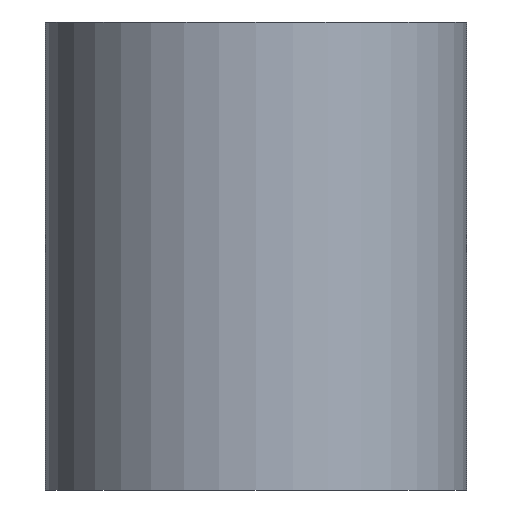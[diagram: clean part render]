
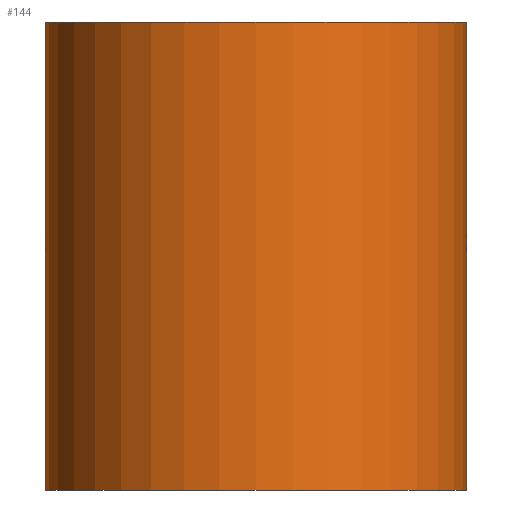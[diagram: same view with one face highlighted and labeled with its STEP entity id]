
A CAD part, left-side view. The second image highlights one B-rep face of the part: STEP entity #144.
In plain terms, the highlighted cylindrical face has radius 4.5 mm (diameter 9 mm), a partial arc.
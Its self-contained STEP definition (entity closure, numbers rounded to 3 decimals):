
#26=FACE_OUTER_BOUND('',#34,.T.);
#34=EDGE_LOOP('',(#113,#114,#115,#116));
#48=LINE('',#253,#58);
#49=LINE('',#259,#59);
#58=VECTOR('',#209,10.);
#59=VECTOR('',#216,10.);
#67=CIRCLE('',#180,4.5);
#68=CIRCLE('',#181,4.5);
#75=VERTEX_POINT('',#246);
#78=VERTEX_POINT('',#251);
#79=VERTEX_POINT('',#255);
#80=VERTEX_POINT('',#257);
#92=EDGE_CURVE('',#75,#78,#48,.T.);
#93=EDGE_CURVE('',#79,#75,#67,.T.);
#94=EDGE_CURVE('',#80,#78,#68,.T.);
#95=EDGE_CURVE('',#79,#80,#49,.T.);
#113=ORIENTED_EDGE('',*,*,#93,.T.);
#114=ORIENTED_EDGE('',*,*,#92,.T.);
#115=ORIENTED_EDGE('',*,*,#94,.F.);
#116=ORIENTED_EDGE('',*,*,#95,.F.);
#139=CYLINDRICAL_SURFACE('',#179,4.5);
#144=ADVANCED_FACE('',(#26),#139,.T.);
#179=AXIS2_PLACEMENT_3D('',#254,#210,#211);
#180=AXIS2_PLACEMENT_3D('',#256,#212,#213);
#181=AXIS2_PLACEMENT_3D('',#258,#214,#215);
#209=DIRECTION('',(0.,0.,1.));
#210=DIRECTION('center_axis',(0.,0.,1.));
#211=DIRECTION('ref_axis',(0.,1.,0.));
#212=DIRECTION('center_axis',(0.,0.,1.));
#213=DIRECTION('ref_axis',(0.,1.,0.));
#214=DIRECTION('center_axis',(0.,0.,1.));
#215=DIRECTION('ref_axis',(0.,1.,0.));
#216=DIRECTION('',(0.,0.,1.));
#246=CARTESIAN_POINT('',(-8.162,-4.532,0.));
#251=CARTESIAN_POINT('',(-8.162,-4.532,10.));
#253=CARTESIAN_POINT('',(-8.162,-4.532,0.));
#254=CARTESIAN_POINT('Origin',(-8.162,-0.032,0.));
#255=CARTESIAN_POINT('',(-8.162,4.468,0.));
#256=CARTESIAN_POINT('Origin',(-8.162,-0.032,0.));
#257=CARTESIAN_POINT('',(-8.162,4.468,10.));
#258=CARTESIAN_POINT('Origin',(-8.162,-0.032,10.));
#259=CARTESIAN_POINT('',(-8.162,4.468,0.));
